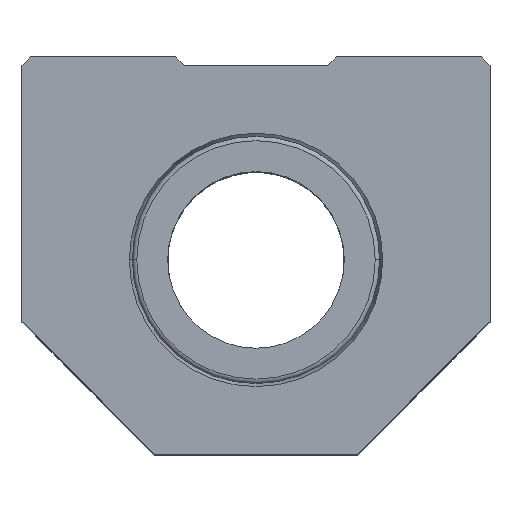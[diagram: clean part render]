
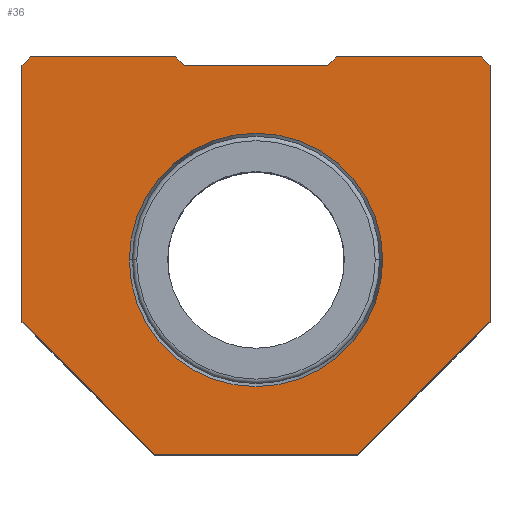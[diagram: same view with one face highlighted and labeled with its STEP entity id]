
A CAD part, top view. The second image highlights one B-rep face of the part: STEP entity #36.
In plain terms, the highlighted planar face has unit normal (0, 0, 1).
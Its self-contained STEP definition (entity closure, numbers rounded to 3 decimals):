
#2 = ORIENTED_EDGE ( 'NONE', *, *, #1244, .T. ) ;
#4 = CARTESIAN_POINT ( 'NONE',  ( 26.5, -7., 32.5 ) ) ;
#8 = ORIENTED_EDGE ( 'NONE', *, *, #611, .T. ) ;
#31 = CARTESIAN_POINT ( 'NONE',  ( -26.5, 22., 32.5 ) ) ;
#36 = ADVANCED_FACE ( 'NONE', ( #315, #376 ), #1062, .F. ) ;
#57 = DIRECTION ( 'NONE',  ( 0.707, 0.707, 0. ) ) ;
#63 = LINE ( 'NONE', #1830, #1426 ) ;
#83 = VECTOR ( 'NONE', #145, 1000. ) ;
#108 = LINE ( 'NONE', #1559, #1029 ) ;
#145 = DIRECTION ( 'NONE',  ( -0.707, -0.707, 0. ) ) ;
#166 = VECTOR ( 'NONE', #1164, 1000. ) ;
#175 = CARTESIAN_POINT ( 'NONE',  ( -14.344, 0., 32.5 ) ) ;
#190 = LINE ( 'NONE', #227, #1161 ) ;
#214 = CARTESIAN_POINT ( 'NONE',  ( -25.5, 23., 32.5 ) ) ;
#221 = DIRECTION ( 'NONE',  ( -0.707, 0.707, 0. ) ) ;
#223 = LINE ( 'NONE', #4, #1961 ) ;
#227 = CARTESIAN_POINT ( 'NONE',  ( -9.1, 23., 32.5 ) ) ;
#247 = DIRECTION ( 'NONE',  ( -1., 0., 0. ) ) ;
#302 = VECTOR ( 'NONE', #547, 1000. ) ;
#315 = FACE_BOUND ( 'NONE', #1112, .T. ) ;
#342 = EDGE_LOOP ( 'NONE', ( #926, #1403, #1022, #8, #2, #827, #1511, #1379, #1675, #581, #1432, #1697 ) ) ;
#361 = VECTOR ( 'NONE', #932, 1000. ) ;
#376 = FACE_OUTER_BOUND ( 'NONE', #342, .T. ) ;
#415 = VERTEX_POINT ( 'NONE', #1073 ) ;
#461 = EDGE_CURVE ( 'NONE', #1195, #415, #223, .T. ) ;
#476 = DIRECTION ( 'NONE',  ( 0., 0., -1. ) ) ;
#487 = VERTEX_POINT ( 'NONE', #1729 ) ;
#502 = VECTOR ( 'NONE', #1655, 1000. ) ;
#523 = EDGE_CURVE ( 'NONE', #747, #2142, #108, .T. ) ;
#526 = CARTESIAN_POINT ( 'NONE',  ( 9.1, 23., 32.5 ) ) ;
#547 = DIRECTION ( 'NONE',  ( -1., 0., 0. ) ) ;
#563 = LINE ( 'NONE', #1627, #502 ) ;
#567 = EDGE_CURVE ( 'NONE', #415, #681, #1321, .T. ) ;
#575 = CARTESIAN_POINT ( 'NONE',  ( 0., 0., 32.5 ) ) ;
#581 = ORIENTED_EDGE ( 'NONE', *, *, #650, .T. ) ;
#591 = EDGE_CURVE ( 'NONE', #681, #2066, #2082, .T. ) ;
#611 = EDGE_CURVE ( 'NONE', #2066, #1193, #1208, .T. ) ;
#620 = EDGE_CURVE ( 'NONE', #2115, #1989, #190, .T. ) ;
#635 = EDGE_CURVE ( 'NONE', #1989, #487, #1943, .T. ) ;
#647 = EDGE_CURVE ( 'NONE', #487, #1374, #1103, .T. ) ;
#650 = EDGE_CURVE ( 'NONE', #1374, #747, #1502, .T. ) ;
#653 = DIRECTION ( 'NONE',  ( -1., 0., 0. ) ) ;
#663 = EDGE_CURVE ( 'NONE', #2142, #1195, #563, .T. ) ;
#681 = VERTEX_POINT ( 'NONE', #1934 ) ;
#708 = AXIS2_PLACEMENT_3D ( 'NONE', #1526, #476, #1695 ) ;
#710 = LINE ( 'NONE', #1008, #166 ) ;
#717 = VERTEX_POINT ( 'NONE', #1834 ) ;
#747 = VERTEX_POINT ( 'NONE', #1039 ) ;
#764 = DIRECTION ( 'NONE',  ( -1., 0., 0. ) ) ;
#795 = CARTESIAN_POINT ( 'NONE',  ( 25.5, 23., 32.5 ) ) ;
#798 = ORIENTED_EDGE ( 'NONE', *, *, #2148, .T. ) ;
#827 = ORIENTED_EDGE ( 'NONE', *, *, #1361, .T. ) ;
#853 = VECTOR ( 'NONE', #974, 1000. ) ;
#871 = ORIENTED_EDGE ( 'NONE', *, *, #1880, .T. ) ;
#889 = CARTESIAN_POINT ( 'NONE',  ( -26.5, 22., 32.5 ) ) ;
#926 = ORIENTED_EDGE ( 'NONE', *, *, #461, .T. ) ;
#932 = DIRECTION ( 'NONE',  ( -0.707, 0.707, 0. ) ) ;
#943 = AXIS2_PLACEMENT_3D ( 'NONE', #575, #1773, #764 ) ;
#974 = DIRECTION ( 'NONE',  ( 0., 1., 0. ) ) ;
#977 = DIRECTION ( 'NONE',  ( 0., 0., -1. ) ) ;
#978 = CARTESIAN_POINT ( 'NONE',  ( 25.5, 23., 32.5 ) ) ;
#995 = CARTESIAN_POINT ( 'NONE',  ( -8.1, 22., 32.5 ) ) ;
#1003 = CARTESIAN_POINT ( 'NONE',  ( 9.1, 23., 32.5 ) ) ;
#1008 = CARTESIAN_POINT ( 'NONE',  ( 8.1, 22., 32.5 ) ) ;
#1022 = ORIENTED_EDGE ( 'NONE', *, *, #591, .T. ) ;
#1029 = VECTOR ( 'NONE', #1565, 1000. ) ;
#1039 = CARTESIAN_POINT ( 'NONE',  ( -26.5, -7., 32.5 ) ) ;
#1062 = PLANE ( 'NONE',  #2062 ) ;
#1073 = CARTESIAN_POINT ( 'NONE',  ( 26.5, -7., 32.5 ) ) ;
#1103 = LINE ( 'NONE', #31, #83 ) ;
#1104 = CARTESIAN_POINT ( 'NONE',  ( 0., -33.5, 32.5 ) ) ;
#1110 = DIRECTION ( 'NONE',  ( -1., 0., 0. ) ) ;
#1112 = EDGE_LOOP ( 'NONE', ( #798, #871 ) ) ;
#1120 = CARTESIAN_POINT ( 'NONE',  ( 26.5, 22., 32.5 ) ) ;
#1161 = VECTOR ( 'NONE', #221, 1000. ) ;
#1164 = DIRECTION ( 'NONE',  ( -0.707, -0.707, 0. ) ) ;
#1165 = CIRCLE ( 'NONE', #943, 14.344 ) ;
#1193 = VERTEX_POINT ( 'NONE', #1003 ) ;
#1195 = VERTEX_POINT ( 'NONE', #2095 ) ;
#1208 = LINE ( 'NONE', #526, #302 ) ;
#1244 = EDGE_CURVE ( 'NONE', #1193, #2158, #710, .T. ) ;
#1321 = LINE ( 'NONE', #1120, #853 ) ;
#1361 = EDGE_CURVE ( 'NONE', #2158, #2115, #63, .T. ) ;
#1374 = VERTEX_POINT ( 'NONE', #889 ) ;
#1379 = ORIENTED_EDGE ( 'NONE', *, *, #635, .T. ) ;
#1403 = ORIENTED_EDGE ( 'NONE', *, *, #567, .T. ) ;
#1426 = VECTOR ( 'NONE', #653, 1000. ) ;
#1432 = ORIENTED_EDGE ( 'NONE', *, *, #523, .T. ) ;
#1447 = VECTOR ( 'NONE', #1786, 1000. ) ;
#1502 = LINE ( 'NONE', #1806, #1447 ) ;
#1511 = ORIENTED_EDGE ( 'NONE', *, *, #620, .T. ) ;
#1526 = CARTESIAN_POINT ( 'NONE',  ( 0., 0., 32.5 ) ) ;
#1532 = VERTEX_POINT ( 'NONE', #175 ) ;
#1559 = CARTESIAN_POINT ( 'NONE',  ( -11.5, -22., 32.5 ) ) ;
#1565 = DIRECTION ( 'NONE',  ( 0.707, -0.707, 0. ) ) ;
#1627 = CARTESIAN_POINT ( 'NONE',  ( 11.5, -22., 32.5 ) ) ;
#1630 = CIRCLE ( 'NONE', #708, 14.344 ) ;
#1655 = DIRECTION ( 'NONE',  ( 1., 0., 0. ) ) ;
#1675 = ORIENTED_EDGE ( 'NONE', *, *, #647, .T. ) ;
#1689 = CARTESIAN_POINT ( 'NONE',  ( 8.1, 22., 32.5 ) ) ;
#1695 = DIRECTION ( 'NONE',  ( -1., 0., 0. ) ) ;
#1697 = ORIENTED_EDGE ( 'NONE', *, *, #663, .T. ) ;
#1729 = CARTESIAN_POINT ( 'NONE',  ( -25.5, 23., 32.5 ) ) ;
#1773 = DIRECTION ( 'NONE',  ( 0., 0., -1. ) ) ;
#1786 = DIRECTION ( 'NONE',  ( 0., -1., 0. ) ) ;
#1806 = CARTESIAN_POINT ( 'NONE',  ( -26.5, -7., 32.5 ) ) ;
#1830 = CARTESIAN_POINT ( 'NONE',  ( -8.1, 22., 32.5 ) ) ;
#1834 = CARTESIAN_POINT ( 'NONE',  ( 14.344, 0., 32.5 ) ) ;
#1880 = EDGE_CURVE ( 'NONE', #1532, #717, #1165, .T. ) ;
#1897 = VECTOR ( 'NONE', #247, 1000. ) ;
#1914 = CARTESIAN_POINT ( 'NONE',  ( -9.1, 23., 32.5 ) ) ;
#1934 = CARTESIAN_POINT ( 'NONE',  ( 26.5, 22., 32.5 ) ) ;
#1943 = LINE ( 'NONE', #214, #1897 ) ;
#1961 = VECTOR ( 'NONE', #57, 1000. ) ;
#1989 = VERTEX_POINT ( 'NONE', #1914 ) ;
#2062 = AXIS2_PLACEMENT_3D ( 'NONE', #1104, #977, #1110 ) ;
#2066 = VERTEX_POINT ( 'NONE', #978 ) ;
#2082 = LINE ( 'NONE', #795, #361 ) ;
#2095 = CARTESIAN_POINT ( 'NONE',  ( 11.5, -22., 32.5 ) ) ;
#2114 = CARTESIAN_POINT ( 'NONE',  ( -11.5, -22., 32.5 ) ) ;
#2115 = VERTEX_POINT ( 'NONE', #995 ) ;
#2142 = VERTEX_POINT ( 'NONE', #2114 ) ;
#2148 = EDGE_CURVE ( 'NONE', #717, #1532, #1630, .T. ) ;
#2158 = VERTEX_POINT ( 'NONE', #1689 ) ;
